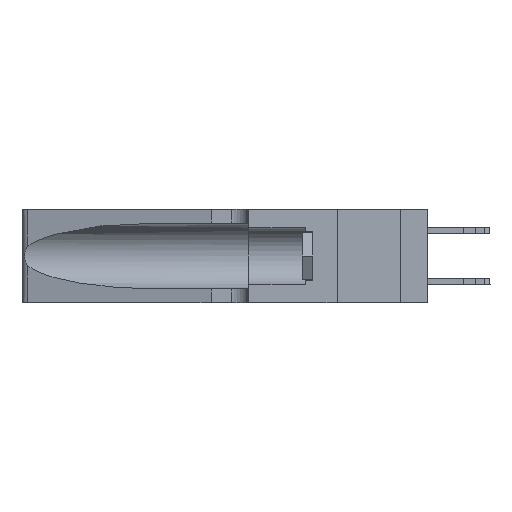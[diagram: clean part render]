
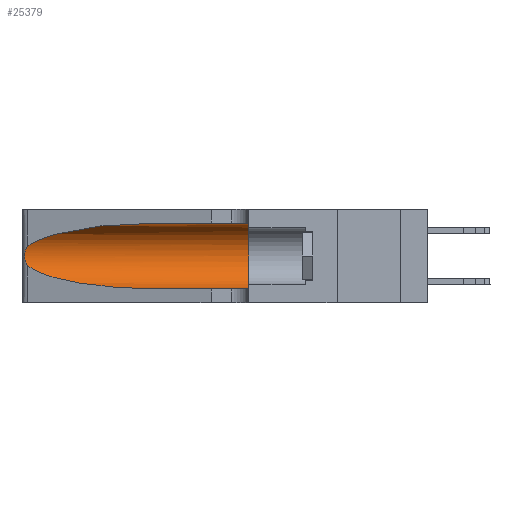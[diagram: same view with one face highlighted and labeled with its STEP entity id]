
A CAD part, left-side view. The second image highlights one B-rep face of the part: STEP entity #25379.
In plain terms, the highlighted cylindrical face has radius 3.308 mm (diameter 6.617 mm), a partial arc.
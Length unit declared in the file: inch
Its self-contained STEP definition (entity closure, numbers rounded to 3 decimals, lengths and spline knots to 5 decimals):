
#220 = DIRECTION ( 'NONE',  ( 0., 0., 1. ) ) ;
#1013 = CARTESIAN_POINT ( 'NONE',  ( 0.25639, 1.23186, 0.15144 ) ) ;
#1369 = EDGE_CURVE ( 'NONE', #16127, #28803, #26054, .T. ) ;
#2466 = CARTESIAN_POINT ( 'NONE',  ( 0.1305, 1.61858, 0.31525 ) ) ;
#2952 = EDGE_CURVE ( 'NONE', #28803, #19505, #15678, .T. ) ;
#3094 = CARTESIAN_POINT ( 'NONE',  ( 0.1305, 0.72297, 0.31525 ) ) ;
#3156 = CARTESIAN_POINT ( 'NONE',  ( 0.25487, 1.22718, 0.22369 ) ) ;
#3262 = AXIS2_PLACEMENT_3D ( 'NONE', #10579, #3874, #12885 ) ;
#3874 = DIRECTION ( 'NONE',  ( 0., -1., 0. ) ) ;
#4480 = ORIENTED_EDGE ( 'NONE', *, *, #2952, .T. ) ;
#4701 = DIRECTION ( 'NONE',  ( 0., -1., 0. ) ) ;
#4901 =( BOUNDED_CURVE ( )  B_SPLINE_CURVE ( 3, ( #29939, #13345, #16181, #18696 ),
 .UNSPECIFIED., .F., .T. ) 
 B_SPLINE_CURVE_WITH_KNOTS ( ( 4, 4 ),
 ( 3.44316, 4.71239 ),
 .UNSPECIFIED. ) 
 CURVE ( )  GEOMETRIC_REPRESENTATION_ITEM ( )  RATIONAL_B_SPLINE_CURVE ( ( 1., 0.87, 0.87, 1. ) ) 
 REPRESENTATION_ITEM ( '' )  );
#5578 = CARTESIAN_POINT ( 'NONE',  ( 0.25487, 1.22718, 0.14631 ) ) ;
#6186 = CYLINDRICAL_SURFACE ( 'NONE', #3262, 0.13025 ) ;
#6525 = ORIENTED_EDGE ( 'NONE', *, *, #6912, .T. ) ;
#6865 = ORIENTED_EDGE ( 'NONE', *, *, #22734, .F. ) ;
#6912 = EDGE_CURVE ( 'NONE', #19505, #10972, #4901, .T. ) ;
#6955 = VERTEX_POINT ( 'NONE', #13426 ) ;
#7291 = LINE ( 'NONE', #11590, #28672 ) ;
#7354 = CARTESIAN_POINT ( 'NONE',  ( 0.1305, 0.72297, 0.05475 ) ) ;
#7477 = CARTESIAN_POINT ( 'NONE',  ( 0.18966, 0.96281, 0.31525 ) ) ;
#7602 = CARTESIAN_POINT ( 'NONE',  ( 0.25854, 1.2359, 0.20912 ) ) ;
#7814 = EDGE_LOOP ( 'NONE', ( #9503, #4480, #6525, #20849, #6865, #12222 ) ) ;
#9503 = ORIENTED_EDGE ( 'NONE', *, *, #1369, .T. ) ;
#10579 = CARTESIAN_POINT ( 'NONE',  ( 0.1305, 1.61858, 0.185 ) ) ;
#10972 = VERTEX_POINT ( 'NONE', #7354 ) ;
#10992 = CARTESIAN_POINT ( 'NONE',  ( 0.25789, 1.23486, 0.15765 ) ) ;
#11590 = CARTESIAN_POINT ( 'NONE',  ( 0.1305, 1.61858, 0.05475 ) ) ;
#11899 = EDGE_CURVE ( 'NONE', #10972, #6955, #7291, .T. ) ;
#12138 = VECTOR ( 'NONE', #4701, 39.37008 ) ;
#12222 = ORIENTED_EDGE ( 'NONE', *, *, #21138, .F. ) ;
#12666 = CARTESIAN_POINT ( 'NONE',  ( 0.26075, 1.23896, 0.178 ) ) ;
#12885 = DIRECTION ( 'NONE',  ( 0., 0., -1. ) ) ;
#13288 = CARTESIAN_POINT ( 'NONE',  ( 0.26017, 1.23833, 0.17102 ) ) ;
#13345 = CARTESIAN_POINT ( 'NONE',  ( 0.2373, 1.15595, 0.08982 ) ) ;
#13426 = CARTESIAN_POINT ( 'NONE',  ( 0.1305, 0.35, 0.05475 ) ) ;
#15678 = B_SPLINE_CURVE_WITH_KNOTS ( 'NONE', 3,
 ( #3156, #16718, #28350, #21428, #7602, #23786, #28456, #12666, #13288, #26659, #10992, #1013, #17216, #5578 ),
 .UNSPECIFIED., .F., .F.,
 ( 4, 2, 2, 2, 2, 2, 4 ),
 ( 0., 0.00027, 0.00053, 0.00107, 0.0016, 0.00187, 0.00214 ),
 .UNSPECIFIED. ) ;
#16127 = VERTEX_POINT ( 'NONE', #3094 ) ;
#16181 = CARTESIAN_POINT ( 'NONE',  ( 0.18966, 0.96281, 0.05475 ) ) ;
#16718 = CARTESIAN_POINT ( 'NONE',  ( 0.25555, 1.22994, 0.2215 ) ) ;
#17216 = CARTESIAN_POINT ( 'NONE',  ( 0.25555, 1.22993, 0.14849 ) ) ;
#17475 = VERTEX_POINT ( 'NONE', #27669 ) ;
#18362 = DIRECTION ( 'NONE',  ( 0., 1., 0. ) ) ;
#18696 = CARTESIAN_POINT ( 'NONE',  ( 0.1305, 0.72297, 0.05475 ) ) ;
#18819 = CARTESIAN_POINT ( 'NONE',  ( 0.1305, 0.72297, 0.31525 ) ) ;
#19028 = LINE ( 'NONE', #2466, #12138 ) ;
#19126 = CARTESIAN_POINT ( 'NONE',  ( 0.2373, 1.15595, 0.28018 ) ) ;
#19505 = VERTEX_POINT ( 'NONE', #19775 ) ;
#19775 = CARTESIAN_POINT ( 'NONE',  ( 0.25487, 1.22718, 0.14631 ) ) ;
#20849 = ORIENTED_EDGE ( 'NONE', *, *, #11899, .T. ) ;
#21138 = EDGE_CURVE ( 'NONE', #16127, #17475, #19028, .T. ) ;
#21229 = DIRECTION ( 'NONE',  ( 0., -1., 0. ) ) ;
#21388 = CARTESIAN_POINT ( 'NONE',  ( 0.25487, 1.22718, 0.22369 ) ) ;
#21428 = CARTESIAN_POINT ( 'NONE',  ( 0.25787, 1.23484, 0.2124 ) ) ;
#21810 = AXIS2_PLACEMENT_3D ( 'NONE', #27688, #18362, #220 ) ;
#22734 = EDGE_CURVE ( 'NONE', #17475, #6955, #28058, .T. ) ;
#23786 = CARTESIAN_POINT ( 'NONE',  ( 0.26018, 1.23835, 0.19895 ) ) ;
#25379 = ADVANCED_FACE ( 'NONE', ( #29016 ), #6186, .F. ) ;
#26054 =( BOUNDED_CURVE ( )  B_SPLINE_CURVE ( 3, ( #18819, #7477, #19126, #26203 ),
 .UNSPECIFIED., .F., .T. ) 
 B_SPLINE_CURVE_WITH_KNOTS ( ( 4, 4 ),
 ( 1.5708, 2.84003 ),
 .UNSPECIFIED. ) 
 CURVE ( )  GEOMETRIC_REPRESENTATION_ITEM ( )  RATIONAL_B_SPLINE_CURVE ( ( 1., 0.87, 0.87, 1. ) ) 
 REPRESENTATION_ITEM ( '' )  );
#26203 = CARTESIAN_POINT ( 'NONE',  ( 0.25487, 1.22718, 0.22369 ) ) ;
#26659 = CARTESIAN_POINT ( 'NONE',  ( 0.25856, 1.23593, 0.16098 ) ) ;
#27669 = CARTESIAN_POINT ( 'NONE',  ( 0.1305, 0.35, 0.31525 ) ) ;
#27688 = CARTESIAN_POINT ( 'NONE',  ( 0.1305, 0.35, 0.185 ) ) ;
#28058 = CIRCLE ( 'NONE', #21810, 0.13025 ) ;
#28350 = CARTESIAN_POINT ( 'NONE',  ( 0.25639, 1.23184, 0.21858 ) ) ;
#28456 = CARTESIAN_POINT ( 'NONE',  ( 0.26075, 1.23896, 0.19203 ) ) ;
#28672 = VECTOR ( 'NONE', #21229, 39.37008 ) ;
#28803 = VERTEX_POINT ( 'NONE', #21388 ) ;
#29016 = FACE_OUTER_BOUND ( 'NONE', #7814, .T. ) ;
#29939 = CARTESIAN_POINT ( 'NONE',  ( 0.25487, 1.22718, 0.14631 ) ) ;
